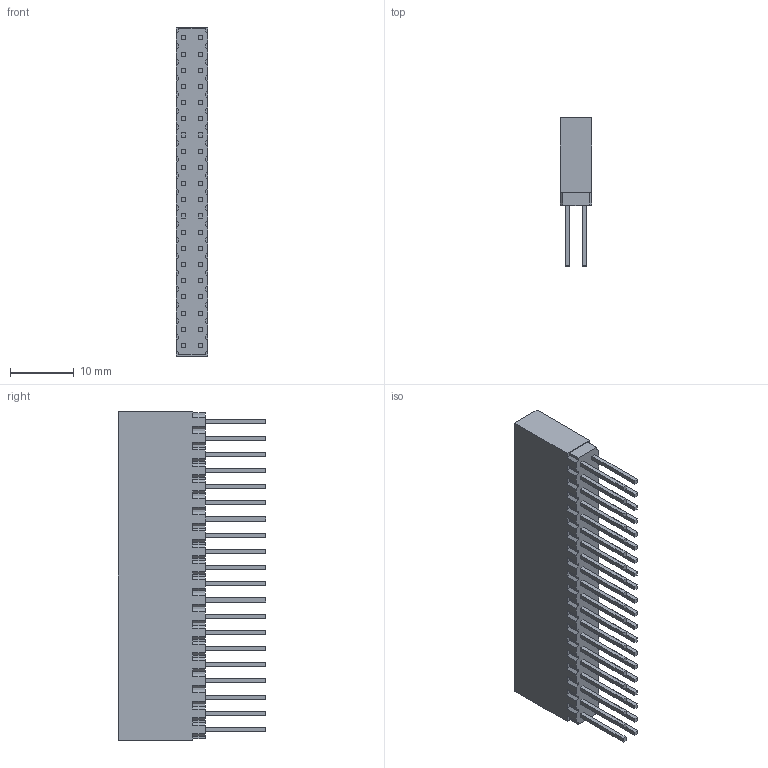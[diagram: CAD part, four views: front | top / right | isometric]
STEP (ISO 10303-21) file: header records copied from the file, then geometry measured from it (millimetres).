
FILE_DESCRIPTION(/* description */ (''),/* implementation_level */ '2;1');
FILE_NAME(/* name */ '40 pin header extra tall 23.2mm v2.step',/* time_stamp */ '2024-01-13T20:26:31+01:00',/* author */ (''),/* organization */ (''),/* preprocessor_version */ 'ST-DEVELOPER v20',/* originating_system */ 'Autodesk Translation Framework v12.14.0.127',/* authorisation */ '');
FILE_SCHEMA (('AUTOMOTIVE_DESIGN { 1 0 10303 214 3 1 1 }'));
Length unit declared in the file: millimetre
Products named in the file (1): 40 pin header extra tall 23.2mm
Bounding box: 5 x 23.2 x 51.5 mm (x, y, z)
Volume: 3427.5 mm3; surface area: 3827.7 mm2
Topology: 1 solids, 1 shells, 730 faces, 1784 edges, 1136 vertices
Faces by surface type: plane 730
Entity records: 21015 total; most frequent: CARTESIAN_POINT 3651, ORIENTED_EDGE 3568, DIRECTION 3246, LINE 1784, VECTOR 1784, EDGE_CURVE 1784, VERTEX_POINT 1136, EDGE_LOOP 810
